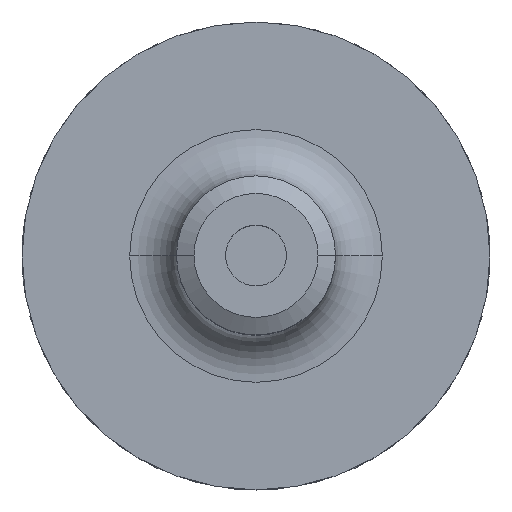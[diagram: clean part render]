
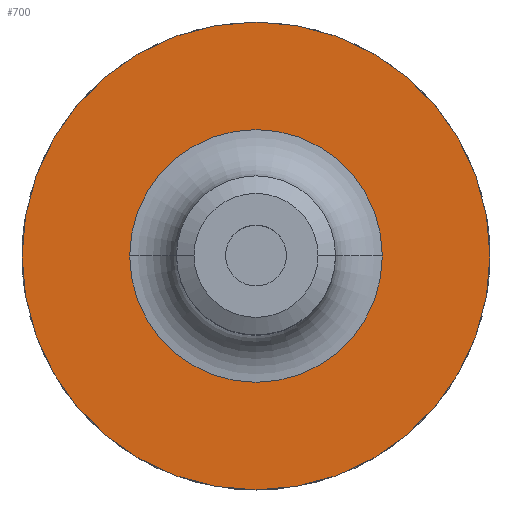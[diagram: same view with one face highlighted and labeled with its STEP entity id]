
A CAD part, top view. The second image highlights one B-rep face of the part: STEP entity #700.
In plain terms, the highlighted planar face has unit normal (0, 0, 1).
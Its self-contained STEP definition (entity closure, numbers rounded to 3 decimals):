
#24 = EDGE_CURVE ( 'NONE', #1143, #536, #1880, .T. ) ;
#42 = AXIS2_PLACEMENT_3D ( 'NONE', #769, #1210, #1234 ) ;
#216 = AXIS2_PLACEMENT_3D ( 'NONE', #1473, #1332, #283 ) ;
#230 = DIRECTION ( 'NONE',  ( 0., 0., -1. ) ) ;
#283 = DIRECTION ( 'NONE',  ( -1., 0., 0. ) ) ;
#307 = VERTEX_POINT ( 'NONE', #499 ) ;
#322 = ORIENTED_EDGE ( 'NONE', *, *, #714, .T. ) ;
#335 = DIRECTION ( 'NONE',  ( -1., 0., 0. ) ) ;
#486 = PLANE ( 'NONE',  #42 ) ;
#499 = CARTESIAN_POINT ( 'NONE',  ( -50., 0., 38. ) ) ;
#520 = CIRCLE ( 'NONE', #1679, 50. ) ;
#536 = VERTEX_POINT ( 'NONE', #1904 ) ;
#586 = FACE_BOUND ( 'NONE', #1798, .T. ) ;
#609 = CARTESIAN_POINT ( 'NONE',  ( 0., 0., 38. ) ) ;
#617 = ORIENTED_EDGE ( 'NONE', *, *, #821, .F. ) ;
#623 = ORIENTED_EDGE ( 'NONE', *, *, #887, .F. ) ;
#664 = CARTESIAN_POINT ( 'NONE',  ( 0., 0., 38. ) ) ;
#700 = ADVANCED_FACE ( 'NONE', ( #586, #1383 ), #486, .F. ) ;
#708 = DIRECTION ( 'NONE',  ( 0., 0., -1. ) ) ;
#714 = EDGE_CURVE ( 'NONE', #536, #1143, #1138, .T. ) ;
#769 = CARTESIAN_POINT ( 'NONE',  ( 0., 0., 38. ) ) ;
#821 = EDGE_CURVE ( 'NONE', #1357, #307, #836, .T. ) ;
#836 = CIRCLE ( 'NONE', #1372, 50. ) ;
#859 = CARTESIAN_POINT ( 'NONE',  ( 0., 0., 38. ) ) ;
#887 = EDGE_CURVE ( 'NONE', #307, #1357, #520, .T. ) ;
#946 = DIRECTION ( 'NONE',  ( 0., 0., -1. ) ) ;
#1049 = CARTESIAN_POINT ( 'NONE',  ( 27., 0., 38. ) ) ;
#1138 = CIRCLE ( 'NONE', #1540, 27. ) ;
#1143 = VERTEX_POINT ( 'NONE', #1049 ) ;
#1210 = DIRECTION ( 'NONE',  ( 0., 0., -1. ) ) ;
#1234 = DIRECTION ( 'NONE',  ( -1., 0., 0. ) ) ;
#1239 = DIRECTION ( 'NONE',  ( -1., 0., 0. ) ) ;
#1332 = DIRECTION ( 'NONE',  ( 0., 0., -1. ) ) ;
#1357 = VERTEX_POINT ( 'NONE', #1546 ) ;
#1372 = AXIS2_PLACEMENT_3D ( 'NONE', #664, #230, #1239 ) ;
#1383 = FACE_OUTER_BOUND ( 'NONE', #1837, .T. ) ;
#1391 = ORIENTED_EDGE ( 'NONE', *, *, #24, .T. ) ;
#1473 = CARTESIAN_POINT ( 'NONE',  ( 0., 0., 38. ) ) ;
#1540 = AXIS2_PLACEMENT_3D ( 'NONE', #609, #946, #335 ) ;
#1546 = CARTESIAN_POINT ( 'NONE',  ( 50., 0., 38. ) ) ;
#1598 = DIRECTION ( 'NONE',  ( -1., 0., 0. ) ) ;
#1679 = AXIS2_PLACEMENT_3D ( 'NONE', #859, #708, #1598 ) ;
#1798 = EDGE_LOOP ( 'NONE', ( #322, #1391 ) ) ;
#1837 = EDGE_LOOP ( 'NONE', ( #623, #617 ) ) ;
#1880 = CIRCLE ( 'NONE', #216, 27. ) ;
#1904 = CARTESIAN_POINT ( 'NONE',  ( -27., 0., 38. ) ) ;
